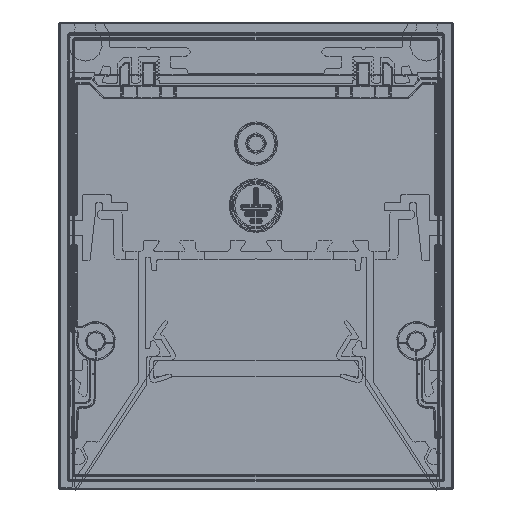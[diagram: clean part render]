
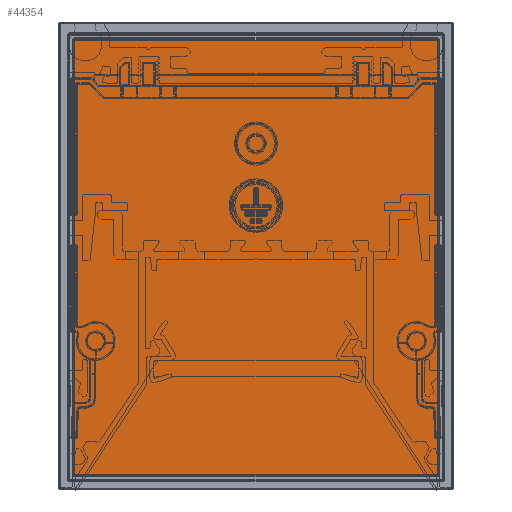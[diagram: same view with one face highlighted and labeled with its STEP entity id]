
A CAD part, front view. The second image highlights one B-rep face of the part: STEP entity #44354.
In plain terms, the highlighted planar face has unit normal (0, -1, 0).
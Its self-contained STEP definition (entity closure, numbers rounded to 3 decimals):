
#3314=CIRCLE('',#48446,0.001);
#3319=CIRCLE('',#48452,0.001);
#3534=CIRCLE('',#48919,0.001);
#3538=CIRCLE('',#48924,0.001);
#6717=FACE_OUTER_BOUND('',#9263,.T.);
#9263=EDGE_LOOP('',(#38446,#38447,#38448,#38449,#38450,#38451,#38452,#38453));
#12556=LINE('',#80509,#16111);
#12816=LINE('',#83516,#16371);
#12818=LINE('',#83553,#16373);
#12820=LINE('',#83586,#16375);
#16111=VECTOR('',#59293,10.);
#16371=VECTOR('',#60483,10.);
#16373=VECTOR('',#60497,10.);
#16375=VECTOR('',#60507,10.);
#20504=VERTEX_POINT('',#80497);
#20506=VERTEX_POINT('',#80500);
#20508=VERTEX_POINT('',#80506);
#20510=VERTEX_POINT('',#80536);
#20819=VERTEX_POINT('',#83515);
#20820=VERTEX_POINT('',#83543);
#20822=VERTEX_POINT('',#83549);
#20824=VERTEX_POINT('',#83579);
#26317=EDGE_CURVE('',#20506,#20504,#3314,.T.);
#26321=EDGE_CURVE('',#20504,#20508,#12556,.T.);
#26324=EDGE_CURVE('',#20508,#20510,#3319,.T.);
#26906=EDGE_CURVE('',#20506,#20819,#12816,.T.);
#26910=EDGE_CURVE('',#20819,#20820,#3534,.T.);
#26913=EDGE_CURVE('',#20820,#20822,#12818,.T.);
#26916=EDGE_CURVE('',#20822,#20824,#3538,.T.);
#26918=EDGE_CURVE('',#20824,#20510,#12820,.T.);
#38446=ORIENTED_EDGE('',*,*,#26918,.F.);
#38447=ORIENTED_EDGE('',*,*,#26916,.F.);
#38448=ORIENTED_EDGE('',*,*,#26913,.F.);
#38449=ORIENTED_EDGE('',*,*,#26910,.F.);
#38450=ORIENTED_EDGE('',*,*,#26906,.F.);
#38451=ORIENTED_EDGE('',*,*,#26317,.T.);
#38452=ORIENTED_EDGE('',*,*,#26321,.T.);
#38453=ORIENTED_EDGE('',*,*,#26324,.T.);
#42254=PLANE('',#48929);
#44354=ADVANCED_FACE('',(#6717),#42254,.F.);
#48446=AXIS2_PLACEMENT_3D('',#80501,#59283,#59284);
#48452=AXIS2_PLACEMENT_3D('',#80539,#59297,#59298);
#48919=AXIS2_PLACEMENT_3D('',#83547,#60490,#60491);
#48924=AXIS2_PLACEMENT_3D('',#83583,#60502,#60503);
#48929=AXIS2_PLACEMENT_3D('',#83593,#60517,#60518);
#59283=DIRECTION('center_axis',(0.,-1.,0.));
#59284=DIRECTION('ref_axis',(0.707,0.,-0.707));
#59293=DIRECTION('',(0.,0.,1.));
#59297=DIRECTION('center_axis',(0.,-1.,0.));
#59298=DIRECTION('ref_axis',(0.707,0.,0.707));
#60483=DIRECTION('',(-1.,0.,0.));
#60490=DIRECTION('center_axis',(0.,1.,0.));
#60491=DIRECTION('ref_axis',(-0.707,0.,-0.707));
#60497=DIRECTION('',(0.,0.,1.));
#60502=DIRECTION('center_axis',(0.,1.,0.));
#60503=DIRECTION('ref_axis',(-0.707,0.,0.707));
#60507=DIRECTION('',(1.,0.,0.));
#60517=DIRECTION('center_axis',(0.,1.,0.));
#60518=DIRECTION('ref_axis',(1.,0.,0.));
#80497=CARTESIAN_POINT('',(35.008,-2110.,-77.507));
#80500=CARTESIAN_POINT('',(35.007,-2110.,-77.508));
#80501=CARTESIAN_POINT('Origin',(35.007,-2110.,-77.507));
#80506=CARTESIAN_POINT('',(35.008,-2110.,6.507));
#80509=CARTESIAN_POINT('',(35.008,-2110.,-14.4));
#80536=CARTESIAN_POINT('',(35.007,-2110.,6.508));
#80539=CARTESIAN_POINT('Origin',(35.007,-2110.,6.507));
#83515=CARTESIAN_POINT('',(-35.007,-2110.,-77.508));
#83516=CARTESIAN_POINT('',(-17.6,-2110.,-77.508));
#83543=CARTESIAN_POINT('',(-35.008,-2110.,-77.507));
#83547=CARTESIAN_POINT('Origin',(-35.007,-2110.,-77.507));
#83549=CARTESIAN_POINT('',(-35.008,-2110.,6.507));
#83553=CARTESIAN_POINT('',(-35.008,-2110.,-14.4));
#83579=CARTESIAN_POINT('',(-35.007,-2110.,6.508));
#83583=CARTESIAN_POINT('Origin',(-35.007,-2110.,6.507));
#83586=CARTESIAN_POINT('',(17.6,-2110.,6.508));
#83593=CARTESIAN_POINT('Origin',(0.,-2110.,-35.5));
